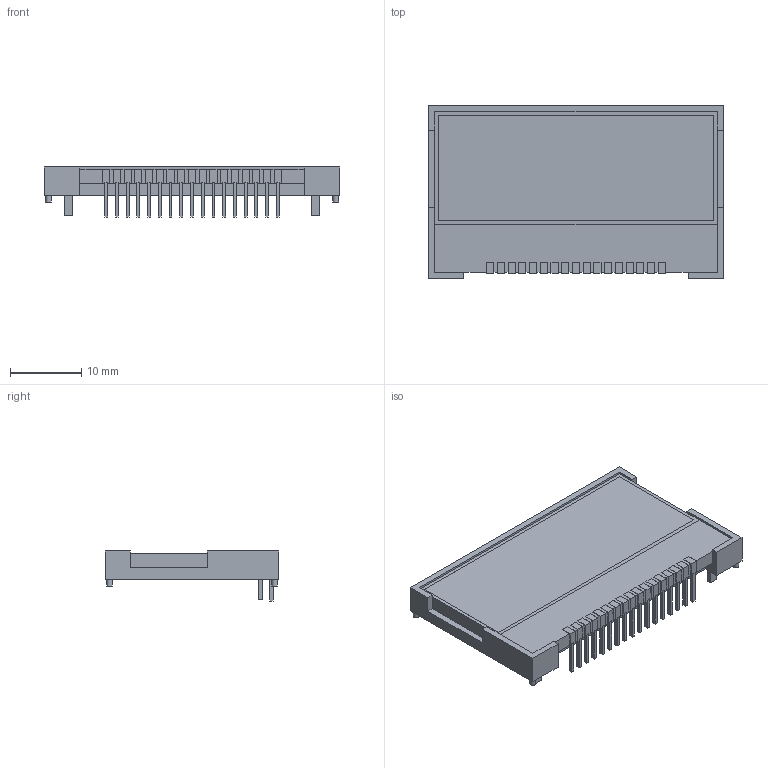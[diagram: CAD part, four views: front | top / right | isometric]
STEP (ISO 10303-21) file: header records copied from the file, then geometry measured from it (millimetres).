
FILE_DESCRIPTION( ( '' ), ' ' );
FILE_NAME( '5b0302210f230a0c280eba21.step', '2018-05-21T17:30:09', ( '' ), ( '' ), ' ', ' ', ' ' );
FILE_SCHEMA( ( 'AUTOMOTIVE_DESIGN { 1 0 10303 214 1 1 1 1 }' ) );
Length unit declared in the file: metre
Products named in the file (3): Open CASCADE STEP translator 6.8 1
Bounding box: 41.4 x 24.3 x 7 mm (x, y, z)
Volume: 3549 mm3; surface area: 2695.9 mm2
Topology: 3 solids, 3 shells, 271 faces, 770 edges, 512 vertices
Faces by surface type: plane 267, cylinder 4
Full cylindrical faces by diameter (mm): 0.8 x4
Entity records: 14606 total; most frequent: CARTESIAN_POINT 1548, ORIENTED_EDGE 1528, DIRECTION 1320, STYLED_ITEM 1035, PRESENTATION_STYLE_ASSIGNMENT 1035, COLOUR_RGB 1035, EDGE_CURVE 764, CURVE_STYLE 764
